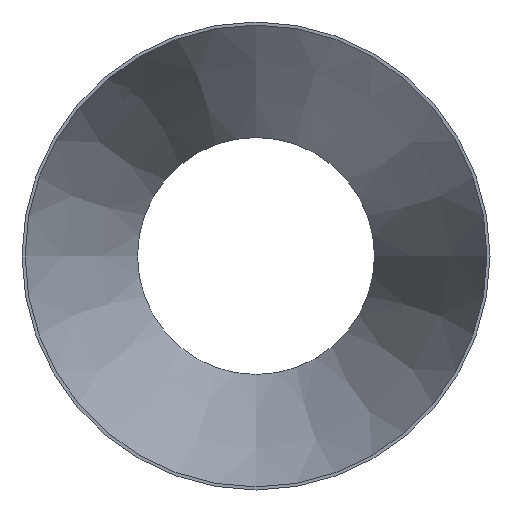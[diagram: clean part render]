
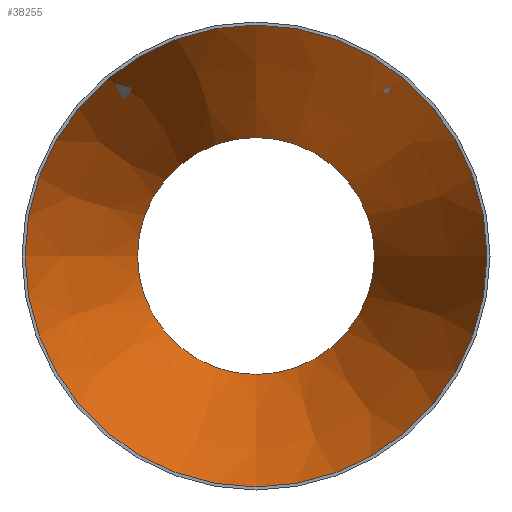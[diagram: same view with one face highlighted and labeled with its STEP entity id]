
A CAD part, front view. The second image highlights one B-rep face of the part: STEP entity #38255.
In plain terms, the highlighted conical face has half-angle 20.969 degrees and reference radius 159.808 mm.
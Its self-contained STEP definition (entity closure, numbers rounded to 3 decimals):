
#202 = EDGE_LOOP ( 'NONE', ( #24921 ) ) ;
#4896 = CARTESIAN_POINT ( 'NONE',  ( 0., 0., 0. ) ) ;
#5199 = DIRECTION ( 'NONE',  ( 0., -1., 0. ) ) ;
#6683 = CONICAL_SURFACE ( 'NONE', #22037, 159.808, 0.366 ) ;
#7214 = CARTESIAN_POINT ( 'NONE',  ( 0., 0., -159.808 ) ) ;
#10628 = VERTEX_POINT ( 'NONE', #7214 ) ;
#13029 = AXIS2_PLACEMENT_3D ( 'NONE', #32683, #5199, #17404 ) ;
#13440 = CARTESIAN_POINT ( 'NONE',  ( 0., 203., -82.008 ) ) ;
#17095 = DIRECTION ( 'NONE',  ( 0., -1., 0. ) ) ;
#17364 = DIRECTION ( 'NONE',  ( 0., -1., 0. ) ) ;
#17404 = DIRECTION ( 'NONE',  ( 0., 0., -1. ) ) ;
#17557 = FACE_OUTER_BOUND ( 'NONE', #23208, .T. ) ;
#20301 = EDGE_CURVE ( 'NONE', #10628, #10628, #37102, .T. ) ;
#21036 = AXIS2_PLACEMENT_3D ( 'NONE', #4896, #17095, #29362 ) ;
#21130 = EDGE_CURVE ( 'NONE', #28683, #28683, #29041, .T. ) ;
#22037 = AXIS2_PLACEMENT_3D ( 'NONE', #30212, #17364, #39436 ) ;
#23208 = EDGE_LOOP ( 'NONE', ( #25385 ) ) ;
#23995 = FACE_BOUND ( 'NONE', #202, .T. ) ;
#24921 = ORIENTED_EDGE ( 'NONE', *, *, #21130, .F. ) ;
#25385 = ORIENTED_EDGE ( 'NONE', *, *, #20301, .T. ) ;
#28683 = VERTEX_POINT ( 'NONE', #13440 ) ;
#29041 = CIRCLE ( 'NONE', #13029, 82.008 ) ;
#29362 = DIRECTION ( 'NONE',  ( 0., 0., -1. ) ) ;
#30212 = CARTESIAN_POINT ( 'NONE',  ( 0., 0., 0. ) ) ;
#32683 = CARTESIAN_POINT ( 'NONE',  ( 0., 203., 0. ) ) ;
#37102 = CIRCLE ( 'NONE', #21036, 159.808 ) ;
#38255 = ADVANCED_FACE ( 'NONE', ( #23995, #17557 ), #6683, .F. ) ;
#39436 = DIRECTION ( 'NONE',  ( 0., 0., -1. ) ) ;
